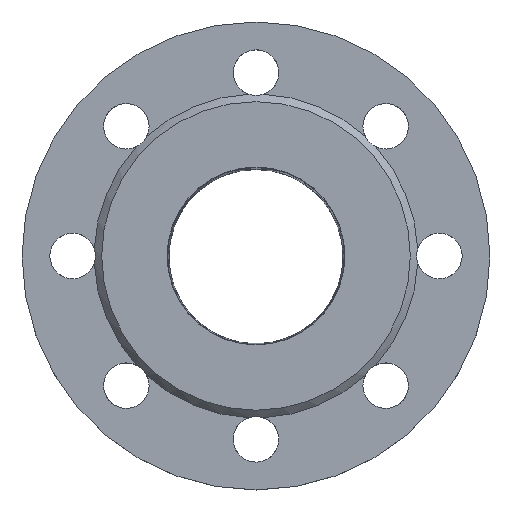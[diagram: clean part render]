
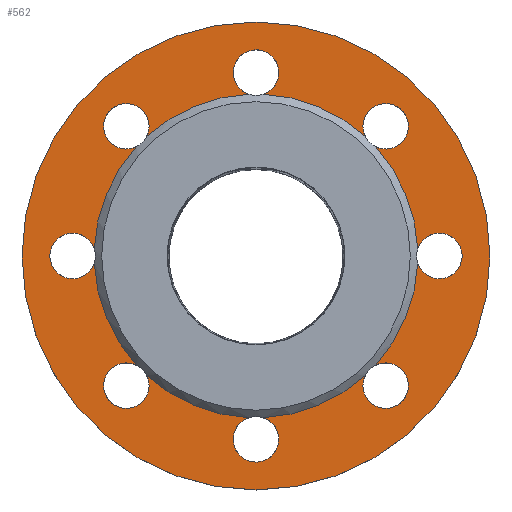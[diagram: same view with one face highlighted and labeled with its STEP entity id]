
A CAD part, top view. The second image highlights one B-rep face of the part: STEP entity #562.
In plain terms, the highlighted planar face has unit normal (0, 0, 1).
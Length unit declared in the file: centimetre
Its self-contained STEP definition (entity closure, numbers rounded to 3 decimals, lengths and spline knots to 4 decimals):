
#22=FACE_BOUND('',#144,.T.);
#34=PLANE('',#609);
#116=FACE_OUTER_BOUND('',#143,.T.);
#143=EDGE_LOOP('',(#416));
#144=EDGE_LOOP('',(#417,#418,#419,#420,#421,#422,#423,#424,#425,#426,#427,
#428,#429,#430,#431,#432,#433,#434));
#184=CIRCLE('',#599,9.);
#186=CIRCLE('',#602,9.);
#188=CIRCLE('',#605,9.);
#190=CIRCLE('',#608,9.);
#191=CIRCLE('',#610,92.5);
#192=CIRCLE('',#611,64.);
#193=CIRCLE('',#612,9.);
#194=CIRCLE('',#613,64.);
#195=CIRCLE('',#614,64.);
#196=CIRCLE('',#615,9.);
#197=CIRCLE('',#616,9.);
#198=CIRCLE('',#617,64.);
#199=CIRCLE('',#618,64.);
#200=CIRCLE('',#619,9.);
#201=CIRCLE('',#620,64.);
#202=CIRCLE('',#621,64.);
#203=CIRCLE('',#622,9.);
#204=CIRCLE('',#623,9.);
#205=CIRCLE('',#624,64.);
#239=VERTEX_POINT('',#885);
#240=VERTEX_POINT('',#894);
#243=VERTEX_POINT('',#909);
#244=VERTEX_POINT('',#918);
#247=VERTEX_POINT('',#933);
#248=VERTEX_POINT('',#942);
#251=VERTEX_POINT('',#957);
#252=VERTEX_POINT('',#966);
#253=VERTEX_POINT('',#977);
#254=VERTEX_POINT('',#979);
#255=VERTEX_POINT('',#981);
#256=VERTEX_POINT('',#984);
#257=VERTEX_POINT('',#986);
#258=VERTEX_POINT('',#988);
#259=VERTEX_POINT('',#991);
#260=VERTEX_POINT('',#993);
#261=VERTEX_POINT('',#996);
#262=VERTEX_POINT('',#998);
#263=VERTEX_POINT('',#1000);
#300=EDGE_CURVE('',#240,#239,#184,.T.);
#305=EDGE_CURVE('',#244,#243,#186,.T.);
#310=EDGE_CURVE('',#248,#247,#188,.T.);
#315=EDGE_CURVE('',#252,#251,#190,.T.);
#317=EDGE_CURVE('',#253,#253,#191,.T.);
#318=EDGE_CURVE('',#239,#254,#192,.T.);
#319=EDGE_CURVE('',#254,#255,#193,.T.);
#320=EDGE_CURVE('',#255,#252,#194,.T.);
#321=EDGE_CURVE('',#251,#256,#195,.T.);
#322=EDGE_CURVE('',#256,#257,#196,.T.);
#323=EDGE_CURVE('',#257,#258,#197,.T.);
#324=EDGE_CURVE('',#258,#248,#198,.T.);
#325=EDGE_CURVE('',#247,#259,#199,.T.);
#326=EDGE_CURVE('',#259,#260,#200,.T.);
#327=EDGE_CURVE('',#260,#244,#201,.T.);
#328=EDGE_CURVE('',#243,#261,#202,.T.);
#329=EDGE_CURVE('',#261,#262,#203,.T.);
#330=EDGE_CURVE('',#262,#263,#204,.T.);
#331=EDGE_CURVE('',#263,#240,#205,.T.);
#416=ORIENTED_EDGE('',*,*,#317,.F.);
#417=ORIENTED_EDGE('',*,*,#300,.T.);
#418=ORIENTED_EDGE('',*,*,#318,.T.);
#419=ORIENTED_EDGE('',*,*,#319,.T.);
#420=ORIENTED_EDGE('',*,*,#320,.T.);
#421=ORIENTED_EDGE('',*,*,#315,.T.);
#422=ORIENTED_EDGE('',*,*,#321,.T.);
#423=ORIENTED_EDGE('',*,*,#322,.T.);
#424=ORIENTED_EDGE('',*,*,#323,.T.);
#425=ORIENTED_EDGE('',*,*,#324,.T.);
#426=ORIENTED_EDGE('',*,*,#310,.T.);
#427=ORIENTED_EDGE('',*,*,#325,.T.);
#428=ORIENTED_EDGE('',*,*,#326,.T.);
#429=ORIENTED_EDGE('',*,*,#327,.T.);
#430=ORIENTED_EDGE('',*,*,#305,.T.);
#431=ORIENTED_EDGE('',*,*,#328,.T.);
#432=ORIENTED_EDGE('',*,*,#329,.T.);
#433=ORIENTED_EDGE('',*,*,#330,.T.);
#434=ORIENTED_EDGE('',*,*,#331,.T.);
#562=ADVANCED_FACE('',(#116,#22),#34,.T.);
#599=AXIS2_PLACEMENT_3D('',#895,#702,#703);
#602=AXIS2_PLACEMENT_3D('',#919,#709,#710);
#605=AXIS2_PLACEMENT_3D('',#943,#716,#717);
#608=AXIS2_PLACEMENT_3D('',#967,#723,#724);
#609=AXIS2_PLACEMENT_3D('',#976,#725,#726);
#610=AXIS2_PLACEMENT_3D('',#978,#727,#728);
#611=AXIS2_PLACEMENT_3D('',#980,#729,#730);
#612=AXIS2_PLACEMENT_3D('',#982,#731,#732);
#613=AXIS2_PLACEMENT_3D('',#983,#733,#734);
#614=AXIS2_PLACEMENT_3D('',#985,#735,#736);
#615=AXIS2_PLACEMENT_3D('',#987,#737,#738);
#616=AXIS2_PLACEMENT_3D('',#989,#739,#740);
#617=AXIS2_PLACEMENT_3D('',#990,#741,#742);
#618=AXIS2_PLACEMENT_3D('',#992,#743,#744);
#619=AXIS2_PLACEMENT_3D('',#994,#745,#746);
#620=AXIS2_PLACEMENT_3D('',#995,#747,#748);
#621=AXIS2_PLACEMENT_3D('',#997,#749,#750);
#622=AXIS2_PLACEMENT_3D('',#999,#751,#752);
#623=AXIS2_PLACEMENT_3D('',#1001,#753,#754);
#624=AXIS2_PLACEMENT_3D('',#1002,#755,#756);
#702=DIRECTION('center_axis',(0.,0.,
-1.));
#703=DIRECTION('ref_axis',(0.707,0.707,0.));
#709=DIRECTION('center_axis',(0.,0.,
-1.));
#710=DIRECTION('ref_axis',(-0.707,0.707,0.));
#716=DIRECTION('center_axis',(0.,0.,
-1.));
#717=DIRECTION('ref_axis',(-0.707,-0.707,0.));
#723=DIRECTION('center_axis',(0.,0.,
-1.));
#724=DIRECTION('ref_axis',(0.707,-0.707,0.));
#725=DIRECTION('center_axis',(0.,0.,
1.));
#726=DIRECTION('ref_axis',(0.,-1.,0.));
#727=DIRECTION('center_axis',(0.,0.,
-1.));
#728=DIRECTION('ref_axis',(1.,0.,0.));
#729=DIRECTION('center_axis',(0.,0.,
-1.));
#730=DIRECTION('ref_axis',(1.,0.,0.));
#731=DIRECTION('center_axis',(0.,0.,
-1.));
#732=DIRECTION('ref_axis',(1.,0.,0.));
#733=DIRECTION('center_axis',(0.,0.,
-1.));
#734=DIRECTION('ref_axis',(1.,0.,0.));
#735=DIRECTION('center_axis',(0.,0.,
-1.));
#736=DIRECTION('ref_axis',(1.,0.,0.));
#737=DIRECTION('center_axis',(0.,0.,
-1.));
#738=DIRECTION('ref_axis',(-1.,0.,0.));
#739=DIRECTION('center_axis',(0.,0.,
-1.));
#740=DIRECTION('ref_axis',(-1.,0.,0.));
#741=DIRECTION('center_axis',(0.,0.,
-1.));
#742=DIRECTION('ref_axis',(1.,0.,0.));
#743=DIRECTION('center_axis',(0.,0.,
-1.));
#744=DIRECTION('ref_axis',(1.,0.,0.));
#745=DIRECTION('center_axis',(0.,0.,
-1.));
#746=DIRECTION('ref_axis',(-1.,0.,0.));
#747=DIRECTION('center_axis',(0.,0.,
-1.));
#748=DIRECTION('ref_axis',(1.,0.,0.));
#749=DIRECTION('center_axis',(0.,0.,
-1.));
#750=DIRECTION('ref_axis',(1.,0.,0.));
#751=DIRECTION('center_axis',(0.,0.,
-1.));
#752=DIRECTION('ref_axis',(1.,0.,0.));
#753=DIRECTION('center_axis',(0.,0.,
-1.));
#754=DIRECTION('ref_axis',(1.,0.,0.));
#755=DIRECTION('center_axis',(0.,0.,
-1.));
#756=DIRECTION('ref_axis',(1.,0.,0.));
#885=CARTESIAN_POINT('',(748.6882,198.2825,81.6503));
#894=CARTESIAN_POINT('',(744.7587,202.212,81.6503));
#895=CARTESIAN_POINT('Origin',(752.7765,206.3003,81.6503));
#909=CARTESIAN_POINT('',(658.2639,202.212,81.6503));
#918=CARTESIAN_POINT('',(654.3344,198.2825,81.6503));
#919=CARTESIAN_POINT('Origin',(650.246,206.3003,81.6503));
#933=CARTESIAN_POINT('',(654.3344,111.7877,81.6503));
#942=CARTESIAN_POINT('',(658.2639,107.8582,81.6503));
#943=CARTESIAN_POINT('Origin',(650.246,103.7698,81.6503));
#957=CARTESIAN_POINT('',(744.7587,107.8582,81.6503));
#966=CARTESIAN_POINT('',(748.6882,111.7877,81.6503));
#967=CARTESIAN_POINT('Origin',(752.7765,103.7698,81.6503));
#976=CARTESIAN_POINT('Origin',(794.0113,155.0351,81.6503));
#977=CARTESIAN_POINT('',(609.0113,155.0351,81.6503));
#978=CARTESIAN_POINT('Origin',(701.5113,155.0351,81.6503));
#979=CARTESIAN_POINT('',(765.4509,157.8136,81.6503));
#980=CARTESIAN_POINT('Origin',(701.5113,155.0351,81.6503));
#981=CARTESIAN_POINT('',(765.4509,152.2565,81.6503));
#982=CARTESIAN_POINT('Origin',(774.0113,155.0351,81.6503));
#983=CARTESIAN_POINT('Origin',(701.5113,155.0351,81.6503));
#984=CARTESIAN_POINT('',(704.2898,91.0954,81.6503));
#985=CARTESIAN_POINT('Origin',(701.5113,155.0351,81.6503));
#986=CARTESIAN_POINT('',(710.5113,82.5351,81.6503));
#987=CARTESIAN_POINT('Origin',(701.5113,82.5351,81.6503));
#988=CARTESIAN_POINT('',(698.7327,91.0954,81.6503));
#989=CARTESIAN_POINT('Origin',(701.5113,82.5351,81.6503));
#990=CARTESIAN_POINT('Origin',(701.5113,155.0351,81.6503));
#991=CARTESIAN_POINT('',(637.5716,152.2565,81.6503));
#992=CARTESIAN_POINT('Origin',(701.5113,155.0351,81.6503));
#993=CARTESIAN_POINT('',(637.5716,157.8136,81.6503));
#994=CARTESIAN_POINT('Origin',(629.0113,155.0351,81.6503));
#995=CARTESIAN_POINT('Origin',(701.5113,155.0351,81.6503));
#996=CARTESIAN_POINT('',(698.7327,218.9747,81.6503));
#997=CARTESIAN_POINT('Origin',(701.5113,155.0351,81.6503));
#998=CARTESIAN_POINT('',(692.5113,227.5351,81.6503));
#999=CARTESIAN_POINT('Origin',(701.5113,227.5351,81.6503));
#1000=CARTESIAN_POINT('',(704.2898,218.9747,81.6503));
#1001=CARTESIAN_POINT('Origin',(701.5113,227.5351,81.6503));
#1002=CARTESIAN_POINT('Origin',(701.5113,155.0351,81.6503));
